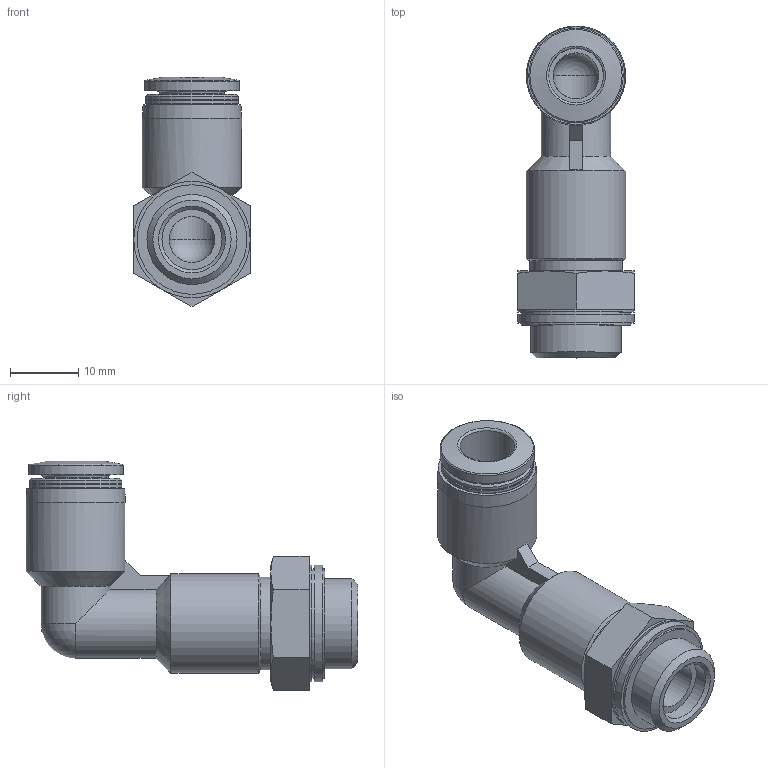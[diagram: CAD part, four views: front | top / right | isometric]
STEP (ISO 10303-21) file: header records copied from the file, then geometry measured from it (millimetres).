
FILE_DESCRIPTION(/* description */ ('STEP AP214'),/* implementation_level */ '2;1');
FILE_NAME(/* name */ '186131_QSLL-G1_4-8',/* time_stamp */ '2024-09-11T20:54:26+02:00',/* author */ ('License CC BY-ND 4.0'),/* organization */ ('CADENAS'),/* preprocessor_version */ 'ST-DEVELOPER v19.3',/* originating_system */ 'PARTsolutions',/* authorisation */ ' ');
FILE_SCHEMA (('AUTOMOTIVE_DESIGN {1 0 10303 214 3 1 1}'));
Length unit declared in the file: millimetre
Products named in the file (1): 186131 QSLL-G1/4-8
Bounding box: 17 x 48.45 x 33.52 mm (x, y, z)
Volume: 6729.8 mm3; surface area: 4860.7 mm2
Topology: 1 solids, 1 shells, 67 faces, 144 edges, 86 vertices
Faces by surface type: plane 27, cylinder 18, cone 17, torus 3, sphere 2
Full cylindrical faces by diameter (mm): 6.7 x2, 8 x1, 8.771 x1, 9.5 x1, 13.157 x1, 13.5 x3, 13.8 x1, 14.5 x2, 16 x2, 17 x2
Entity records: 2095 total; most frequent: CARTESIAN_POINT 304, DIRECTION 285, ORIENTED_EDGE 212, AXIS2_PLACEMENT_3D 128, EDGE_LOOP 107, FACE_BOUND 107, EDGE_CURVE 106, VERTEX_POINT 79
